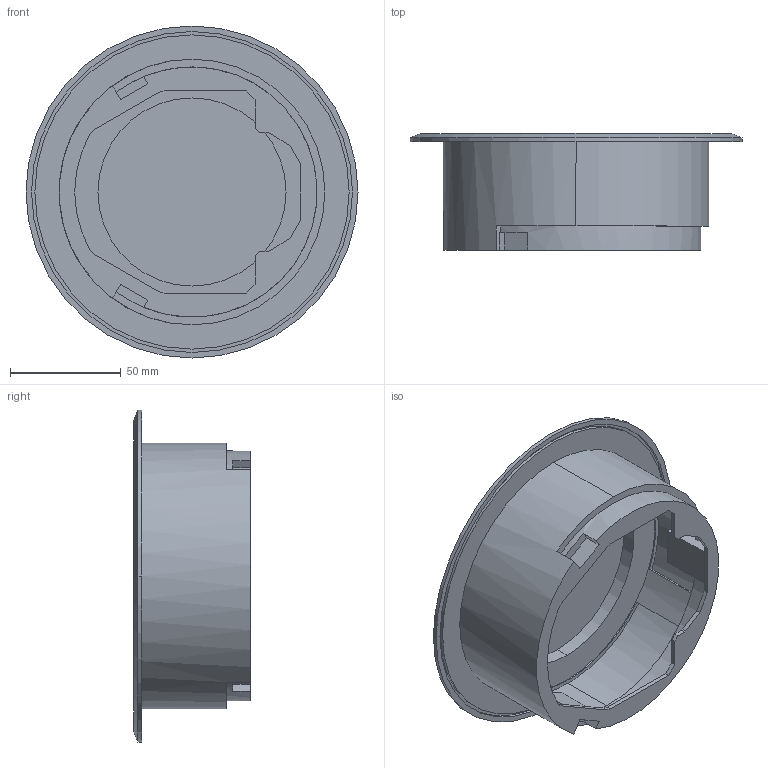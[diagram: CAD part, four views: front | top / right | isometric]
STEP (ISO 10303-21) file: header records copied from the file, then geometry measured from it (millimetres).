
FILE_DESCRIPTION((''),'2;1');
FILE_NAME('LAR02MTS_ASM','2024-02-06T11:29:50',('goergem'),(''),'CREO PARAMETRIC BY PTC INC, 2022281','CREO PARAMETRIC BY PTC INC, 2022281','');
FILE_SCHEMA(('AUTOMOTIVE_DESIGN { 1 0 10303 214 1 1 1 1 }'));
Length unit declared in the file: millimetre
Products named in the file (4): BSR_BECHEROBERTEIL_6; BSR_DECKEL_TUBUS_3; LAR02MTSKUN_ASM_1_ASM; LAR02MTS_ASM
Assembly tree (3 placements, depth 3):
  LAR02MTS_ASM
    LAR02MTSKUN_ASM_1_ASM
      BSR_BECHEROBERTEIL_6
      BSR_DECKEL_TUBUS_3
Bounding box: 150 x 52.65 x 150 mm (x, y, z)
Volume: 171138.7 mm3; surface area: 105042.8 mm2
Topology: 2 solids, 2 shells, 102 faces, 275 edges, 185 vertices
Faces by surface type: plane 76, cylinder 24, cone 2
Entity records: 6023 total; most frequent: DIRECTION 960, CARTESIAN_POINT 842, ORIENTED_EDGE 550, AXIS2_PLACEMENT_3D 340, EDGE_CURVE 275, COLOUR_RGB 211, VECTOR 205, LINE 205
